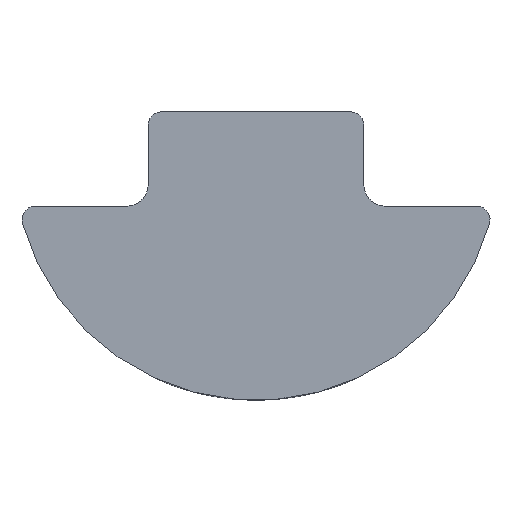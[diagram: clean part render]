
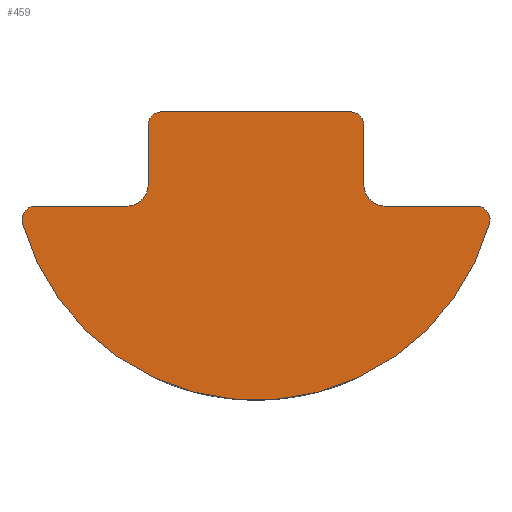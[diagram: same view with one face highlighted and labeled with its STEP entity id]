
A CAD part, front view. The second image highlights one B-rep face of the part: STEP entity #459.
In plain terms, the highlighted planar face has unit normal (0, -1, 0).
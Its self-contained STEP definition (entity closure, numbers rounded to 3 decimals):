
#36=LINE('',#760,#70);
#37=LINE('',#764,#71);
#38=LINE('',#768,#72);
#39=LINE('',#772,#73);
#40=LINE('',#780,#74);
#70=VECTOR('',#552,2.2);
#71=VECTOR('',#555,7.);
#72=VECTOR('',#558,2.2);
#73=VECTOR('',#561,3.383);
#74=VECTOR('',#568,3.383);
#104=PLANE('',#492);
#131=CIRCLE('',#493,0.5);
#132=CIRCLE('',#494,0.5);
#133=CIRCLE('',#495,0.8);
#134=CIRCLE('',#496,0.5);
#135=CIRCLE('',#497,9.);
#136=CIRCLE('',#498,0.5);
#137=CIRCLE('',#499,0.8);
#151=FACE_OUTER_BOUND('',#181,.T.);
#181=EDGE_LOOP('',(#327,#328,#329,#330,#331,#332,#333,#334,#335,#336,#337,
#338));
#221=VERTEX_POINT('',#758);
#222=VERTEX_POINT('',#759);
#223=VERTEX_POINT('',#761);
#224=VERTEX_POINT('',#763);
#225=VERTEX_POINT('',#765);
#226=VERTEX_POINT('',#767);
#227=VERTEX_POINT('',#769);
#228=VERTEX_POINT('',#771);
#229=VERTEX_POINT('',#773);
#230=VERTEX_POINT('',#775);
#231=VERTEX_POINT('',#777);
#232=VERTEX_POINT('',#779);
#265=EDGE_CURVE('',#221,#222,#36,.T.);
#266=EDGE_CURVE('',#223,#221,#131,.T.);
#267=EDGE_CURVE('',#224,#223,#37,.T.);
#268=EDGE_CURVE('',#225,#224,#132,.T.);
#269=EDGE_CURVE('',#226,#225,#38,.T.);
#270=EDGE_CURVE('',#227,#226,#133,.T.);
#271=EDGE_CURVE('',#228,#227,#39,.T.);
#272=EDGE_CURVE('',#229,#228,#134,.T.);
#273=EDGE_CURVE('',#230,#229,#135,.T.);
#274=EDGE_CURVE('',#231,#230,#136,.T.);
#275=EDGE_CURVE('',#232,#231,#40,.T.);
#276=EDGE_CURVE('',#222,#232,#137,.T.);
#327=ORIENTED_EDGE('',*,*,#265,.F.);
#328=ORIENTED_EDGE('',*,*,#266,.F.);
#329=ORIENTED_EDGE('',*,*,#267,.F.);
#330=ORIENTED_EDGE('',*,*,#268,.F.);
#331=ORIENTED_EDGE('',*,*,#269,.F.);
#332=ORIENTED_EDGE('',*,*,#270,.F.);
#333=ORIENTED_EDGE('',*,*,#271,.F.);
#334=ORIENTED_EDGE('',*,*,#272,.F.);
#335=ORIENTED_EDGE('',*,*,#273,.F.);
#336=ORIENTED_EDGE('',*,*,#274,.F.);
#337=ORIENTED_EDGE('',*,*,#275,.F.);
#338=ORIENTED_EDGE('',*,*,#276,.F.);
#459=ADVANCED_FACE('',(#151),#104,.F.);
#492=AXIS2_PLACEMENT_3D('',#757,#550,#551);
#493=AXIS2_PLACEMENT_3D('',#762,#553,#554);
#494=AXIS2_PLACEMENT_3D('',#766,#556,#557);
#495=AXIS2_PLACEMENT_3D('',#770,#559,#560);
#496=AXIS2_PLACEMENT_3D('',#774,#562,#563);
#497=AXIS2_PLACEMENT_3D('',#776,#564,#565);
#498=AXIS2_PLACEMENT_3D('',#778,#566,#567);
#499=AXIS2_PLACEMENT_3D('',#781,#569,#570);
#550=DIRECTION('center_axis',(0.,1.,0.));
#551=DIRECTION('ref_axis',(0.,0.,1.));
#552=DIRECTION('',(0.,0.,-1.));
#553=DIRECTION('center_axis',(0.,1.,0.));
#554=DIRECTION('ref_axis',(0.,0.,1.));
#555=DIRECTION('',(1.,0.,0.));
#556=DIRECTION('center_axis',(0.,1.,0.));
#557=DIRECTION('ref_axis',(-1.,0.,0.));
#558=DIRECTION('',(0.,0.,1.));
#559=DIRECTION('center_axis',(0.,-1.,0.));
#560=DIRECTION('ref_axis',(-1.,0.,0.));
#561=DIRECTION('',(1.,0.,0.));
#562=DIRECTION('center_axis',(0.,1.,0.));
#563=DIRECTION('ref_axis',(-0.963,0.,-0.271));
#564=DIRECTION('center_axis',(0.,1.,0.));
#565=DIRECTION('ref_axis',(0.963,0.,-0.271));
#566=DIRECTION('center_axis',(0.,1.,0.));
#567=DIRECTION('ref_axis',(0.,0.,1.));
#568=DIRECTION('',(1.,0.,0.));
#569=DIRECTION('center_axis',(0.,-1.,0.));
#570=DIRECTION('ref_axis',(0.,0.,1.));
#757=CARTESIAN_POINT('Origin',(0.002,-14.,0.545));
#758=CARTESIAN_POINT('',(4.002,-14.,4.932));
#759=CARTESIAN_POINT('',(4.002,-14.,2.732));
#760=CARTESIAN_POINT('',(4.002,-14.,4.932));
#761=CARTESIAN_POINT('',(3.502,-14.,5.432));
#762=CARTESIAN_POINT('Origin',(3.502,-14.,4.932));
#763=CARTESIAN_POINT('',(-3.498,-14.,5.432));
#764=CARTESIAN_POINT('',(-3.498,-14.,5.432));
#765=CARTESIAN_POINT('',(-3.998,-14.,4.932));
#766=CARTESIAN_POINT('Origin',(-3.498,-14.,4.932));
#767=CARTESIAN_POINT('',(-3.998,-14.,2.732));
#768=CARTESIAN_POINT('',(-3.998,-14.,2.732));
#769=CARTESIAN_POINT('',(-4.798,-14.,1.932));
#770=CARTESIAN_POINT('Origin',(-4.798,-14.,2.732));
#771=CARTESIAN_POINT('',(-8.181,-14.,1.932));
#772=CARTESIAN_POINT('',(-8.181,-14.,1.932));
#773=CARTESIAN_POINT('',(-8.663,-14.,1.297));
#774=CARTESIAN_POINT('Origin',(-8.181,-14.,1.432));
#775=CARTESIAN_POINT('',(8.666,-14.,1.297));
#776=CARTESIAN_POINT('Origin',(0.002,-14.,3.732));
#777=CARTESIAN_POINT('',(8.185,-14.,1.932));
#778=CARTESIAN_POINT('Origin',(8.185,-14.,1.432));
#779=CARTESIAN_POINT('',(4.802,-14.,1.932));
#780=CARTESIAN_POINT('',(4.802,-14.,1.932));
#781=CARTESIAN_POINT('Origin',(4.802,-14.,2.732));
